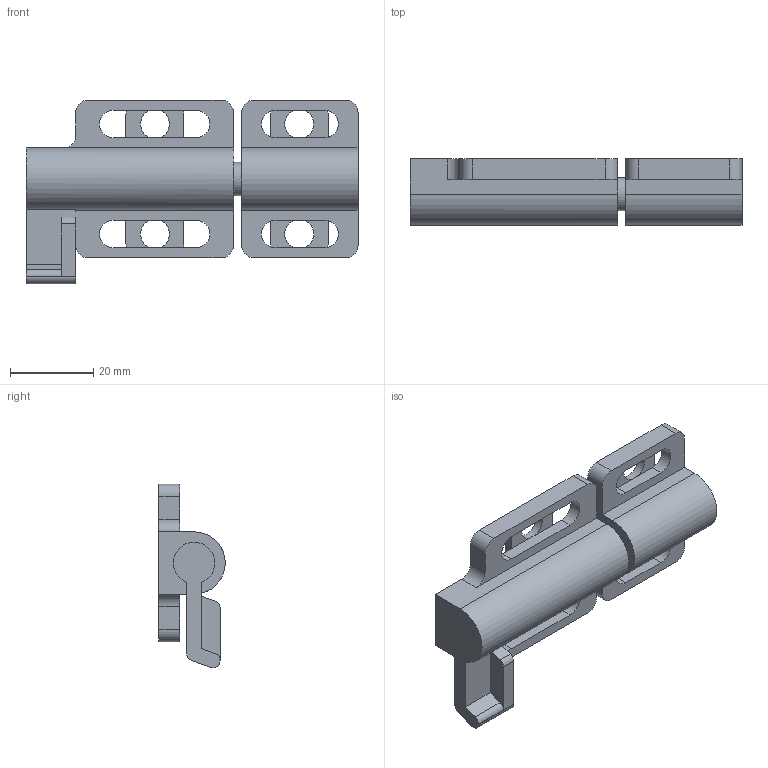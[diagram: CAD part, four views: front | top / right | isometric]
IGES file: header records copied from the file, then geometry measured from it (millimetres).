
Global section: file name: 620018.stp.iam; native system: Autodesk Inventor 2014; preprocessor: unknown; author: zeman; date: 20151016.110641; units: millimetre
Bounding box: 80 x 16 x 44.27 mm (x, y, z)
Volume: 20054.4 mm3; surface area: 15327.2 mm2
Topology: 5 solids, 5 shells, 114 faces, 300 edges, 200 vertices
Faces by surface type: plane 64, revolution 25, cylinder 24, cone 1
Full cylindrical faces by diameter (mm): 8 x1
